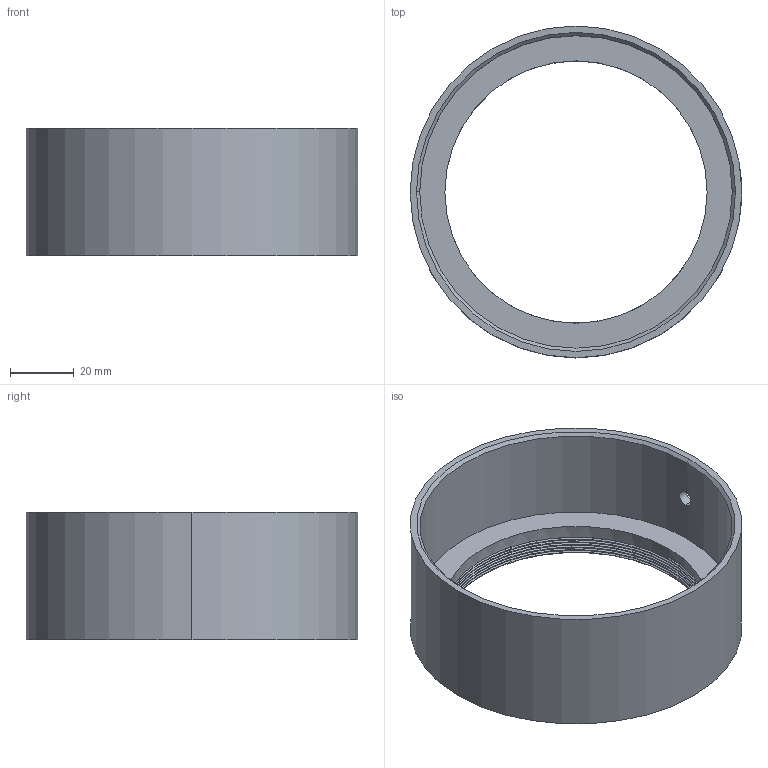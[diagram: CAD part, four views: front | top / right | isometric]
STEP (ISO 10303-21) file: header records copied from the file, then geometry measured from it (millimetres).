
FILE_DESCRIPTION (( 'STEP AP214' ), '1' );
FILE_NAME ('Adaptateur TS80-solarmax60.STEP', '2022-05-06T16:26:20', ( '' ), ( '' ), 'SwSTEP 2.0', 'SolidWorks 2019', '' );
FILE_SCHEMA (( 'AUTOMOTIVE_DESIGN' ));
Length unit declared in the file: millimetre
Products named in the file (1): Adaptateur TS80-solarmax60
Bounding box: 103.7 x 103.7 x 40 mm (x, y, z)
Volume: 59519.4 mm3; surface area: 31958.7 mm2
Topology: 1 solids, 1 shells, 30 faces, 80 edges, 51 vertices
Faces by surface type: cylinder 20, plane 5, bspline 3, cone 2
Entity records: 1959 total; most frequent: CARTESIAN_POINT 1241, ORIENTED_EDGE 160, DIRECTION 116, EDGE_CURVE 80, VERTEX_POINT 51, AXIS2_PLACEMENT_3D 42, EDGE_LOOP 33, VECTOR 32
